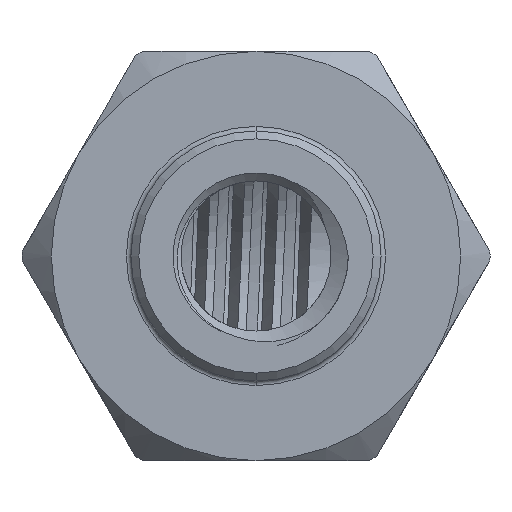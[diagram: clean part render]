
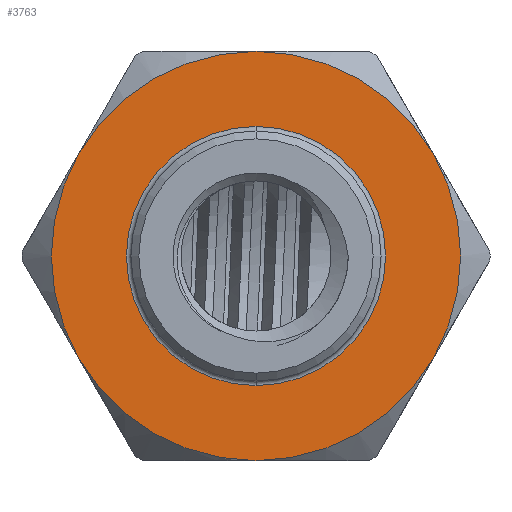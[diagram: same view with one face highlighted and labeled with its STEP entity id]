
A CAD part, front view. The second image highlights one B-rep face of the part: STEP entity #3763.
In plain terms, the highlighted planar face has unit normal (0, -1, 0).
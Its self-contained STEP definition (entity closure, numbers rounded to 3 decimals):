
#7 = CIRCLE ( 'NONE', #1359, 4.5 ) ;
#51 = DIRECTION ( 'NONE',  ( 0., 1., 0. ) ) ;
#110 = CARTESIAN_POINT ( 'NONE',  ( 0., -8.5, -4.5 ) ) ;
#233 = VERTEX_POINT ( 'NONE', #694 ) ;
#297 = EDGE_CURVE ( 'NONE', #1981, #2521, #3278, .T. ) ;
#323 = CARTESIAN_POINT ( 'NONE',  ( 0., -8.5, 2.85 ) ) ;
#520 = DIRECTION ( 'NONE',  ( 0., 0., 1. ) ) ;
#622 = CARTESIAN_POINT ( 'NONE',  ( -3.897, -8.5, 2.25 ) ) ;
#637 = CARTESIAN_POINT ( 'NONE',  ( 0., -8.5, 0. ) ) ;
#694 = CARTESIAN_POINT ( 'NONE',  ( 3.897, -8.5, 2.25 ) ) ;
#937 = CARTESIAN_POINT ( 'NONE',  ( 0., -8.5, 0. ) ) ;
#1018 = FACE_BOUND ( 'NONE', #3575, .T. ) ;
#1020 = CIRCLE ( 'NONE', #6750, 4.5 ) ;
#1064 = EDGE_CURVE ( 'NONE', #2521, #1981, #4377, .T. ) ;
#1128 = FACE_OUTER_BOUND ( 'NONE', #7464, .T. ) ;
#1202 = DIRECTION ( 'NONE',  ( 0., 0., 1. ) ) ;
#1223 = DIRECTION ( 'NONE',  ( 0., -1., 0. ) ) ;
#1359 = AXIS2_PLACEMENT_3D ( 'NONE', #1816, #1787, #1763 ) ;
#1360 = DIRECTION ( 'NONE',  ( 0., -1., 0. ) ) ;
#1618 = DIRECTION ( 'NONE',  ( 0., -1., 0. ) ) ;
#1763 = DIRECTION ( 'NONE',  ( 0., 0., 1. ) ) ;
#1787 = DIRECTION ( 'NONE',  ( 0., -1., 0. ) ) ;
#1816 = CARTESIAN_POINT ( 'NONE',  ( 0., -8.5, 0. ) ) ;
#1884 = CIRCLE ( 'NONE', #2555, 4.5 ) ;
#1981 = VERTEX_POINT ( 'NONE', #323 ) ;
#2153 = ORIENTED_EDGE ( 'NONE', *, *, #2757, .T. ) ;
#2340 = AXIS2_PLACEMENT_3D ( 'NONE', #5223, #1618, #5847 ) ;
#2343 = ORIENTED_EDGE ( 'NONE', *, *, #3310, .T. ) ;
#2349 = EDGE_CURVE ( 'NONE', #233, #7323, #1020, .T. ) ;
#2521 = VERTEX_POINT ( 'NONE', #3356 ) ;
#2540 = ORIENTED_EDGE ( 'NONE', *, *, #4240, .T. ) ;
#2552 = DIRECTION ( 'NONE',  ( 0., 0., 1. ) ) ;
#2555 = AXIS2_PLACEMENT_3D ( 'NONE', #2654, #2577, #2552 ) ;
#2577 = DIRECTION ( 'NONE',  ( 0., -1., 0. ) ) ;
#2654 = CARTESIAN_POINT ( 'NONE',  ( 0., -8.5, 0. ) ) ;
#2702 = CIRCLE ( 'NONE', #7775, 4.5 ) ;
#2720 = VERTEX_POINT ( 'NONE', #622 ) ;
#2735 = ORIENTED_EDGE ( 'NONE', *, *, #4719, .T. ) ;
#2757 = EDGE_CURVE ( 'NONE', #7323, #2720, #2702, .T. ) ;
#2807 = VERTEX_POINT ( 'NONE', #110 ) ;
#2868 = CARTESIAN_POINT ( 'NONE',  ( 3.897, -8.5, -2.25 ) ) ;
#2908 = ORIENTED_EDGE ( 'NONE', *, *, #5231, .T. ) ;
#2951 = CARTESIAN_POINT ( 'NONE',  ( -3.897, -8.5, -2.25 ) ) ;
#3013 = ORIENTED_EDGE ( 'NONE', *, *, #2349, .T. ) ;
#3185 = ORIENTED_EDGE ( 'NONE', *, *, #297, .T. ) ;
#3278 = CIRCLE ( 'NONE', #3651, 2.85 ) ;
#3300 = VERTEX_POINT ( 'NONE', #2868 ) ;
#3310 = EDGE_CURVE ( 'NONE', #2720, #4036, #1884, .T. ) ;
#3339 = DIRECTION ( 'NONE',  ( 0., 0., 1. ) ) ;
#3356 = CARTESIAN_POINT ( 'NONE',  ( 0., -8.5, -2.85 ) ) ;
#3375 = ORIENTED_EDGE ( 'NONE', *, *, #1064, .T. ) ;
#3491 = CARTESIAN_POINT ( 'NONE',  ( 0., -8.5, 0. ) ) ;
#3538 = DIRECTION ( 'NONE',  ( 0., -1., 0. ) ) ;
#3563 = CARTESIAN_POINT ( 'NONE',  ( 0., -8.5, 0. ) ) ;
#3575 = EDGE_LOOP ( 'NONE', ( #3185, #3375 ) ) ;
#3640 = DIRECTION ( 'NONE',  ( 0., 1., 0. ) ) ;
#3651 = AXIS2_PLACEMENT_3D ( 'NONE', #5589, #3640, #4202 ) ;
#3763 = ADVANCED_FACE ( 'NONE', ( #1128, #1018 ), #6578, .F. ) ;
#4036 = VERTEX_POINT ( 'NONE', #2951 ) ;
#4202 = DIRECTION ( 'NONE',  ( 0., 0., 1. ) ) ;
#4240 = EDGE_CURVE ( 'NONE', #4036, #2807, #7, .T. ) ;
#4377 = CIRCLE ( 'NONE', #7020, 2.85 ) ;
#4444 = CARTESIAN_POINT ( 'NONE',  ( 0., -8.5, 4.5 ) ) ;
#4643 = CIRCLE ( 'NONE', #6814, 4.5 ) ;
#4719 = EDGE_CURVE ( 'NONE', #2807, #3300, #4643, .T. ) ;
#5223 = CARTESIAN_POINT ( 'NONE',  ( 0., -8.5, 0. ) ) ;
#5231 = EDGE_CURVE ( 'NONE', #3300, #233, #7025, .T. ) ;
#5589 = CARTESIAN_POINT ( 'NONE',  ( 0., -8.5, 0. ) ) ;
#5847 = DIRECTION ( 'NONE',  ( 0., 0., 1. ) ) ;
#6249 = DIRECTION ( 'NONE',  ( 0., 0., 1. ) ) ;
#6270 = DIRECTION ( 'NONE',  ( 0., 1., 0. ) ) ;
#6303 = CARTESIAN_POINT ( 'NONE',  ( 5.146, -8.5, 0. ) ) ;
#6578 = PLANE ( 'NONE',  #6682 ) ;
#6682 = AXIS2_PLACEMENT_3D ( 'NONE', #6303, #6270, #6249 ) ;
#6750 = AXIS2_PLACEMENT_3D ( 'NONE', #3563, #3538, #3339 ) ;
#6814 = AXIS2_PLACEMENT_3D ( 'NONE', #637, #1223, #7170 ) ;
#7020 = AXIS2_PLACEMENT_3D ( 'NONE', #3491, #51, #520 ) ;
#7025 = CIRCLE ( 'NONE', #2340, 4.5 ) ;
#7170 = DIRECTION ( 'NONE',  ( 0., 0., 1. ) ) ;
#7323 = VERTEX_POINT ( 'NONE', #4444 ) ;
#7464 = EDGE_LOOP ( 'NONE', ( #2153, #2343, #2540, #2735, #2908, #3013 ) ) ;
#7775 = AXIS2_PLACEMENT_3D ( 'NONE', #937, #1360, #1202 ) ;
